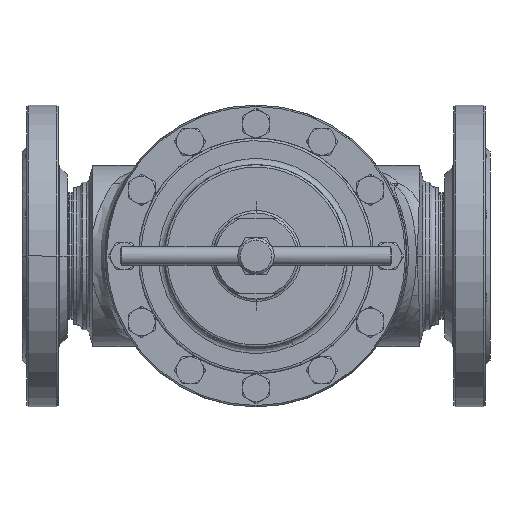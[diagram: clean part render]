
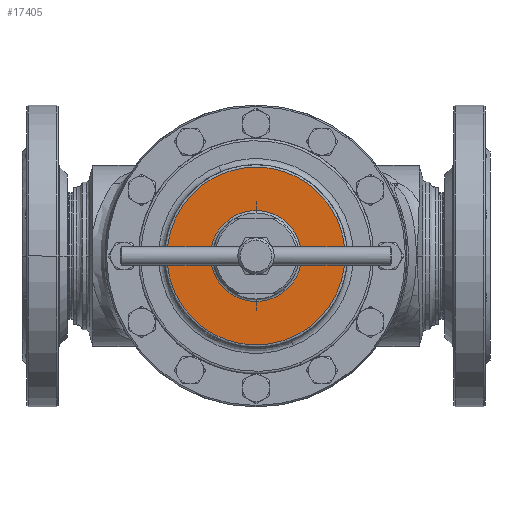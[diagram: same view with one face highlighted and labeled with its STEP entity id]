
A CAD part, front view. The second image highlights one B-rep face of the part: STEP entity #17405.
In plain terms, the highlighted planar face has unit normal (0, -1, 0).
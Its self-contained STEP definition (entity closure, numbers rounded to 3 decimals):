
#323 =( BOUNDED_CURVE ( )  B_SPLINE_CURVE ( 3, ( #16447, #16299, #9743, #40731 ),
 .UNSPECIFIED., .F., .T. ) 
 B_SPLINE_CURVE_WITH_KNOTS ( ( 4, 4 ),
 ( 0., 1. ),
 .UNSPECIFIED. ) 
 CURVE ( )  GEOMETRIC_REPRESENTATION_ITEM ( )  RATIONAL_B_SPLINE_CURVE ( ( 1., 0.333, 0.333, 1. ) ) 
 REPRESENTATION_ITEM ( '' )  );
#1971 = CARTESIAN_POINT ( 'NONE',  ( -58.9, -451.5, 0. ) ) ;
#2926 = CARTESIAN_POINT ( 'NONE',  ( -30.1, -451.5, 0. ) ) ;
#2962 = EDGE_LOOP ( 'NONE', ( #38595, #4852 ) ) ;
#4650 = EDGE_LOOP ( 'NONE', ( #22686, #40767 ) ) ;
#4852 = ORIENTED_EDGE ( 'NONE', *, *, #25585, .F. ) ;
#5057 = CARTESIAN_POINT ( 'NONE',  ( 30.1, -451.5, 0. ) ) ;
#8127 =( BOUNDED_CURVE ( )  B_SPLINE_CURVE ( 3, ( #13241, #19979, #44283, #2926 ),
 .UNSPECIFIED., .F., .T. ) 
 B_SPLINE_CURVE_WITH_KNOTS ( ( 4, 4 ),
 ( 0., 1. ),
 .UNSPECIFIED. ) 
 CURVE ( )  GEOMETRIC_REPRESENTATION_ITEM ( )  RATIONAL_B_SPLINE_CURVE ( ( 1., 0.333, 0.333, 1. ) ) 
 REPRESENTATION_ITEM ( '' )  );
#8838 = DIRECTION ( 'NONE',  ( 0., 1., 0. ) ) ;
#9743 = CARTESIAN_POINT ( 'NONE',  ( 30.1, -451.5, -60.2 ) ) ;
#10917 =( BOUNDED_CURVE ( )  B_SPLINE_CURVE ( 3, ( #24994, #17559, #18011, #11110 ),
 .UNSPECIFIED., .F., .F. ) 
 B_SPLINE_CURVE_WITH_KNOTS ( ( 4, 4 ),
 ( 0., 1. ),
 .UNSPECIFIED. ) 
 CURVE ( )  GEOMETRIC_REPRESENTATION_ITEM ( )  RATIONAL_B_SPLINE_CURVE ( ( 1., 0.333, 0.333, 1. ) ) 
 REPRESENTATION_ITEM ( '' )  );
#11110 = CARTESIAN_POINT ( 'NONE',  ( -58.9, -451.5, 0. ) ) ;
#12065 = EDGE_CURVE ( 'NONE', #20932, #28863, #323, .T. ) ;
#13241 = CARTESIAN_POINT ( 'NONE',  ( 30.1, -451.5, 0. ) ) ;
#15854 = CARTESIAN_POINT ( 'NONE',  ( 58.9, -451.5, 117.8 ) ) ;
#16299 = CARTESIAN_POINT ( 'NONE',  ( -30.1, -451.5, -60.2 ) ) ;
#16380 = VERTEX_POINT ( 'NONE', #1971 ) ;
#16447 = CARTESIAN_POINT ( 'NONE',  ( -30.1, -451.5, 0. ) ) ;
#17405 = ADVANCED_FACE ( 'NONE', ( #35752, #25874 ), #40167, .F. ) ;
#17559 = CARTESIAN_POINT ( 'NONE',  ( 58.9, -451.5, -117.8 ) ) ;
#18011 = CARTESIAN_POINT ( 'NONE',  ( -58.9, -451.5, -117.8 ) ) ;
#19087 = CARTESIAN_POINT ( 'NONE',  ( 58.9, -451.5, 0. ) ) ;
#19979 = CARTESIAN_POINT ( 'NONE',  ( 30.1, -451.5, 60.2 ) ) ;
#20932 = VERTEX_POINT ( 'NONE', #34884 ) ;
#22421 = CARTESIAN_POINT ( 'NONE',  ( -58.9, -451.5, 117.8 ) ) ;
#22686 = ORIENTED_EDGE ( 'NONE', *, *, #27878, .F. ) ;
#24994 = CARTESIAN_POINT ( 'NONE',  ( 58.9, -451.5, 0. ) ) ;
#25585 = EDGE_CURVE ( 'NONE', #28355, #16380, #10917, .T. ) ;
#25874 = FACE_BOUND ( 'NONE', #4650, .T. ) ;
#27878 = EDGE_CURVE ( 'NONE', #28863, #20932, #8127, .T. ) ;
#28355 = VERTEX_POINT ( 'NONE', #38895 ) ;
#28863 = VERTEX_POINT ( 'NONE', #5057 ) ;
#32889 = AXIS2_PLACEMENT_3D ( 'NONE', #43671, #8838, #33419 ) ;
#33419 = DIRECTION ( 'NONE',  ( -1., 0., 0. ) ) ;
#34884 = CARTESIAN_POINT ( 'NONE',  ( -30.1, -451.5, 0. ) ) ;
#35752 = FACE_OUTER_BOUND ( 'NONE', #2962, .T. ) ;
#36796 = CARTESIAN_POINT ( 'NONE',  ( -58.9, -451.5, 0. ) ) ;
#37500 =( BOUNDED_CURVE ( )  B_SPLINE_CURVE ( 3, ( #36796, #22421, #15854, #19087 ),
 .UNSPECIFIED., .F., .T. ) 
 B_SPLINE_CURVE_WITH_KNOTS ( ( 4, 4 ),
 ( 0., 1. ),
 .UNSPECIFIED. ) 
 CURVE ( )  GEOMETRIC_REPRESENTATION_ITEM ( )  RATIONAL_B_SPLINE_CURVE ( ( 1., 0.333, 0.333, 1. ) ) 
 REPRESENTATION_ITEM ( '' )  );
#38595 = ORIENTED_EDGE ( 'NONE', *, *, #42921, .F. ) ;
#38895 = CARTESIAN_POINT ( 'NONE',  ( 58.9, -451.5, 0. ) ) ;
#40167 = PLANE ( 'NONE',  #32889 ) ;
#40731 = CARTESIAN_POINT ( 'NONE',  ( 30.1, -451.5, 0. ) ) ;
#40767 = ORIENTED_EDGE ( 'NONE', *, *, #12065, .F. ) ;
#42921 = EDGE_CURVE ( 'NONE', #16380, #28355, #37500, .T. ) ;
#43671 = CARTESIAN_POINT ( 'NONE',  ( -58.9, -451.5, 0. ) ) ;
#44283 = CARTESIAN_POINT ( 'NONE',  ( -30.1, -451.5, 60.2 ) ) ;
